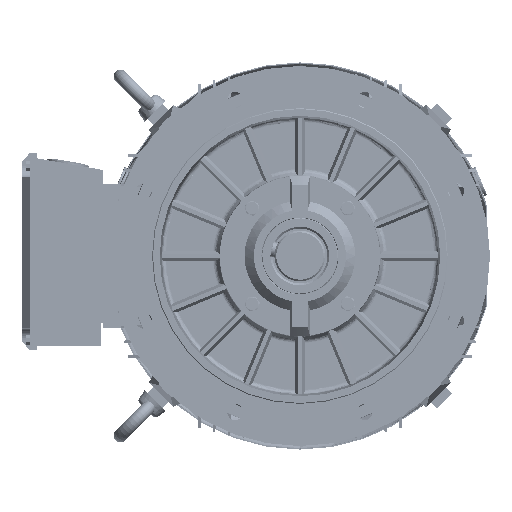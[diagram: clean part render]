
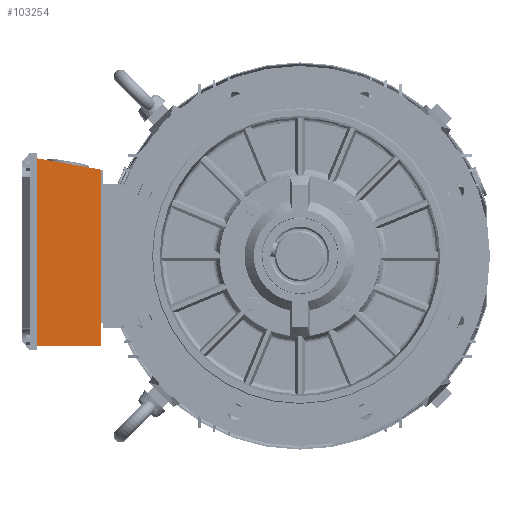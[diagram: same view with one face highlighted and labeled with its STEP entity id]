
A CAD part, left-side view. The second image highlights one B-rep face of the part: STEP entity #103254.
In plain terms, the highlighted face is planar.
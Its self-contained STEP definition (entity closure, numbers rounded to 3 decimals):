
#102913 = EDGE_CURVE ( 'NONE', #102915, #102920, #253386, .T. ) ;
#102915 = VERTEX_POINT ( 'NONE', #253444 ) ;
#102920 = VERTEX_POINT ( 'NONE', #253441 ) ;
#103000 = VERTEX_POINT ( 'NONE', #253518 ) ;
#103010 = EDGE_CURVE ( 'NONE', #103013, #103000, #253511, .T. ) ;
#103013 = VERTEX_POINT ( 'NONE', #253568 ) ;
#103120 = ORIENTED_EDGE ( 'NONE', *, *, #103171, .T. ) ;
#103128 = ORIENTED_EDGE ( 'NONE', *, *, #103010, .T. ) ;
#103171 = EDGE_CURVE ( 'NONE', #102920, #103013, #253716, .T. ) ;
#103254 = ADVANCED_FACE ( 'NONE', ( #253804 ), #253803, .F. ) ;
#103257 = EDGE_LOOP ( 'NONE', ( #103264, #103120, #103128, #103289 ) ) ;
#103264 = ORIENTED_EDGE ( 'NONE', *, *, #102913, .T. ) ;
#103289 = ORIENTED_EDGE ( 'NONE', *, *, #103296, .T. ) ;
#103296 = EDGE_CURVE ( 'NONE', #103000, #102915, #253831, .T. ) ;
#253383 = DIRECTION ( 'NONE',  ( 0., -1., 0. ) ) ;
#253384 = VECTOR ( 'NONE', #253383, 1000. ) ;
#253385 = CARTESIAN_POINT ( 'NONE',  ( 0., 0., 0. ) ) ;
#253386 = LINE ( 'NONE', #253385, #253384 ) ;
#253441 = CARTESIAN_POINT ( 'NONE',  ( 0., 0., 0. ) ) ;
#253444 = CARTESIAN_POINT ( 'NONE',  ( 0., 76., 0. ) ) ;
#253508 = DIRECTION ( 'NONE',  ( 0.174, 0.985, 0. ) ) ;
#253509 = VECTOR ( 'NONE', #253508, 1000. ) ;
#253510 = CARTESIAN_POINT ( 'NONE',  ( 209., 0., 0. ) ) ;
#253511 = LINE ( 'NONE', #253510, #253509 ) ;
#253518 = CARTESIAN_POINT ( 'NONE',  ( 222.401, 76., 0. ) ) ;
#253568 = CARTESIAN_POINT ( 'NONE',  ( 209., 0., 0. ) ) ;
#253713 = DIRECTION ( 'NONE',  ( 1., 0., 0. ) ) ;
#253714 = VECTOR ( 'NONE', #253713, 1000. ) ;
#253715 = CARTESIAN_POINT ( 'NONE',  ( 0., 0., 0. ) ) ;
#253716 = LINE ( 'NONE', #253715, #253714 ) ;
#253799 = DIRECTION ( 'NONE',  ( -1., 0., 0. ) ) ;
#253800 = DIRECTION ( 'NONE',  ( 0., 0., -1. ) ) ;
#253801 = CARTESIAN_POINT ( 'NONE',  ( 0., 76., 0. ) ) ;
#253802 = AXIS2_PLACEMENT_3D ( 'NONE', #253801, #253800, #253799 ) ;
#253803 = PLANE ( 'NONE',  #253802 ) ;
#253804 = FACE_OUTER_BOUND ( 'NONE', #103257, .T. ) ;
#253828 = DIRECTION ( 'NONE',  ( -1., 0., 0. ) ) ;
#253829 = VECTOR ( 'NONE', #253828, 1000. ) ;
#253830 = CARTESIAN_POINT ( 'NONE',  ( 0., 76., 0. ) ) ;
#253831 = LINE ( 'NONE', #253830, #253829 ) ;
